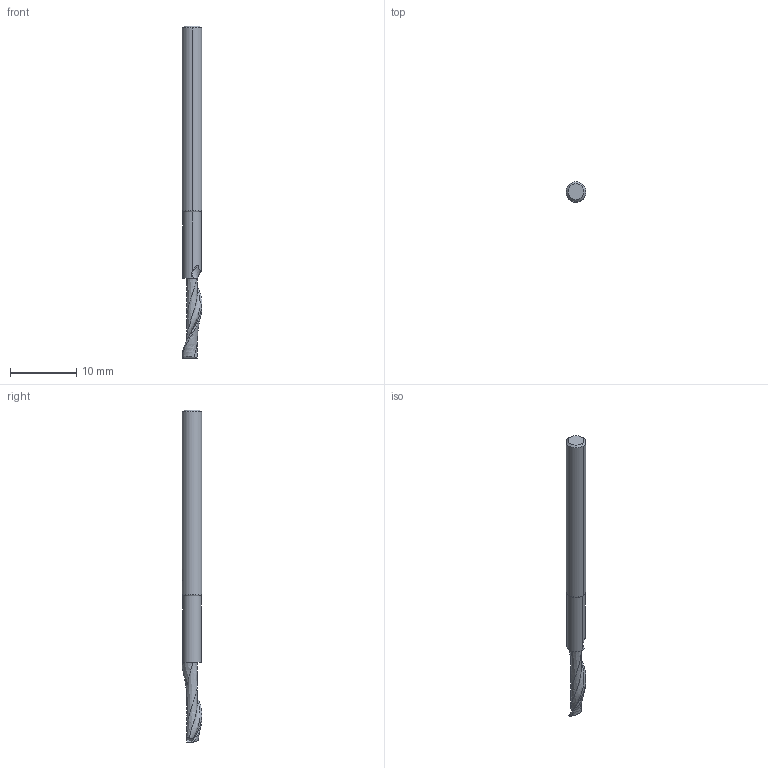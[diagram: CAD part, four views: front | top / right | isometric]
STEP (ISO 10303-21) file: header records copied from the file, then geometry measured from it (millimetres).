
FILE_DESCRIPTION(('no description'),'unknown implementation level');
FILE_NAME('solid6V1FgypeuEvxhRTuIsaobfdiCMA_1.STP',' ',('CIMSOURCE GmbH'),('CADClick - KiM GmbH - www.kimweb.de'),'unknown preprocess','ACIS','unknown authorization');
FILE_SCHEMA(('automotive_design'));
Length unit declared in the file: millimetre
Products named in the file (2): 1; 2
Bounding box: 3 x 3 x 50 mm (x, y, z)
Volume: 289.3 mm3; surface area: 445.5 mm2
Topology: 2 solids, 2 shells, 46 faces, 122 edges, 80 vertices
Faces by surface type: plane 16, cylinder 12, cone 7, bspline 6, revolution 5
Entity records: 4885 total; most frequent: CARTESIAN_POINT 2389, STYLED_ITEM 250, PRESENTATION_STYLE_ASSIGNMENT 250, COLOUR_RGB 250, ORIENTED_EDGE 244, DIRECTION 188, EDGE_CURVE 122, CURVE_STYLE 122
